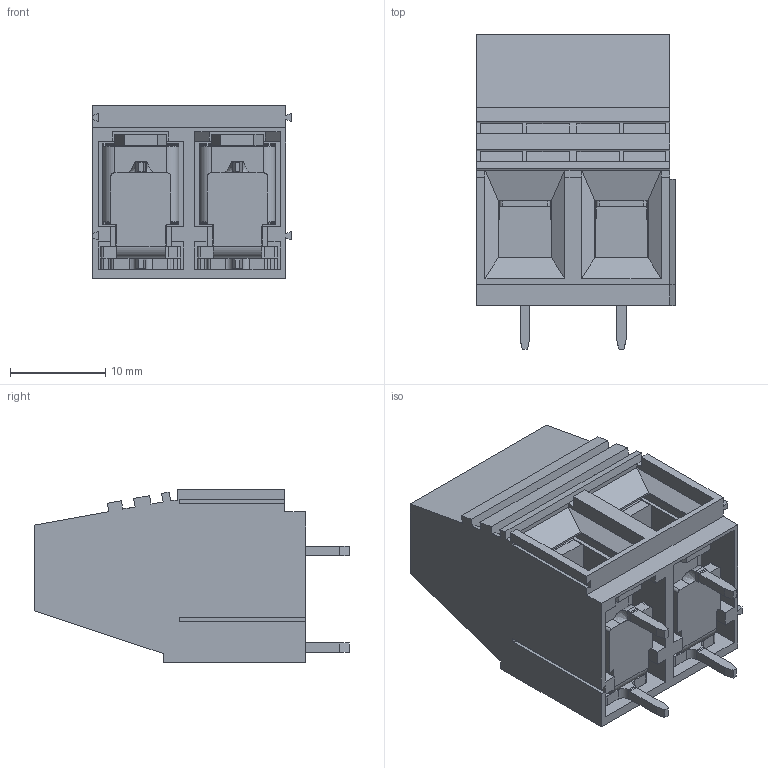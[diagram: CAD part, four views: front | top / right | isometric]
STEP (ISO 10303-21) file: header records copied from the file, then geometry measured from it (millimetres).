
FILE_DESCRIPTION( ( 'Unknown' ), '1' );
FILE_NAME( '691219610002.stp', 'Unknown', ( 'Quentin LAIDEBEUR' ), ( 'WE' ), 'PSStep 15.0.49', 'Sample-box', ' ' );
FILE_SCHEMA( ( 'AUTOMOTIVE_DESIGN { 1 0 10303 214 1 1 1 1 }' ) );
Length unit declared in the file: millimetre
Products named in the file (6): Assem1; 691219610002; 6912196100xx_PIN2; 6912196100xx_PIN1; 6912196100xx; 6911277000xxB_VIS
Assembly tree (9 placements, depth 2):
  Assem1
    691219610002
    6912196100xx_PIN2  x2
    6912196100xx_PIN1  x2
    6912196100xx  x2
    6911277000xxB_VIS  x2
Bounding box: 20.92 x 33.1 x 18.3 mm (x, y, z)
Volume: 5305.8 mm3; surface area: 9103.2 mm2
Topology: 9 solids, 9 shells, 536 faces, 1486 edges, 962 vertices
Faces by surface type: plane 374, cylinder 150, bspline 8, torus 4
Full cylindrical faces by diameter (mm): 3.7 x2, 4 x4, 5.35 x2, 7.3 x4
Entity records: 14165 total; most frequent: CARTESIAN_POINT 2259, ORIENTED_EDGE 1918, DIRECTION 1812, EDGE_CURVE 959, LINE 790, VECTOR 790, VERTEX_POINT 625, AXIS2_PLACEMENT_3D 511
